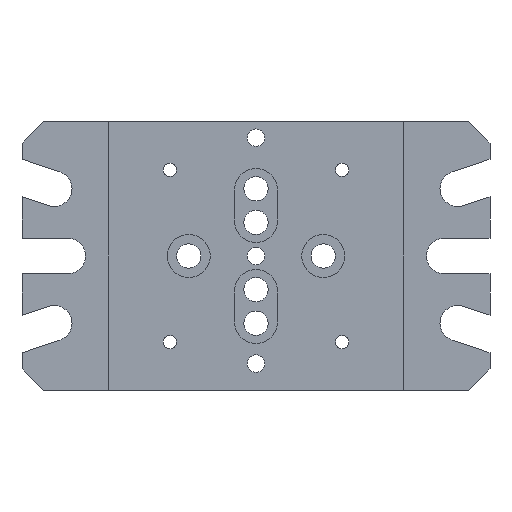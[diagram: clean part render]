
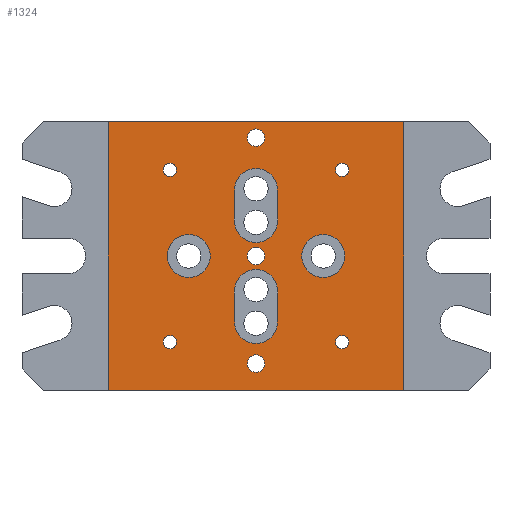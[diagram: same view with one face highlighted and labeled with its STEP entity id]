
A CAD part, front view. The second image highlights one B-rep face of the part: STEP entity #1324.
In plain terms, the highlighted planar face has unit normal (0, -1, 0).
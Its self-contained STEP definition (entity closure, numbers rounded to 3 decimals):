
#56=PLANE($,#1446);
#61=LINE($,#1841,#185);
#68=LINE($,#1868,#192);
#71=LINE($,#1882,#195);
#72=LINE($,#1884,#196);
#85=LINE($,#1924,#209);
#112=LINE($,#1984,#236);
#177=LINE($,#2171,#301);
#180=LINE($,#2179,#304);
#185=VECTOR($,#1479,5.75);
#192=VECTOR($,#1506,5.75);
#195=VECTOR($,#1523,5.75);
#196=VECTOR($,#1526,5.75);
#209=VECTOR($,#1559,55.);
#236=VECTOR($,#1598,55.);
#301=VECTOR($,#1795,50.);
#304=VECTOR($,#1808,50.);
#340=FACE_BOUND($,#521,.T.);
#341=FACE_BOUND($,#522,.T.);
#342=FACE_BOUND($,#523,.T.);
#343=FACE_BOUND($,#524,.T.);
#344=FACE_BOUND($,#525,.T.);
#345=FACE_BOUND($,#526,.T.);
#346=FACE_BOUND($,#527,.T.);
#347=FACE_BOUND($,#528,.T.);
#348=FACE_BOUND($,#529,.T.);
#349=FACE_BOUND($,#530,.T.);
#350=FACE_BOUND($,#531,.T.);
#351=FACE_BOUND($,#532,.T.);
#521=EDGE_LOOP($,(#1210));
#522=EDGE_LOOP($,(#1211));
#523=EDGE_LOOP($,(#1212));
#524=EDGE_LOOP($,(#1213,#1214,#1215,#1216));
#525=EDGE_LOOP($,(#1217,#1218,#1219,#1220));
#526=EDGE_LOOP($,(#1221));
#527=EDGE_LOOP($,(#1222));
#528=EDGE_LOOP($,(#1223));
#529=EDGE_LOOP($,(#1224));
#530=EDGE_LOOP($,(#1225));
#531=EDGE_LOOP($,(#1226));
#532=EDGE_LOOP($,(#1227,#1228,#1229,#1230));
#534=CIRCLE($,#1330,1.621);
#536=CIRCLE($,#1333,1.621);
#538=CIRCLE($,#1336,1.621);
#540=CIRCLE($,#1339,4.);
#542=CIRCLE($,#1343,4.);
#546=CIRCLE($,#1349,4.);
#550=CIRCLE($,#1356,4.);
#563=CIRCLE($,#1387,4.);
#567=CIRCLE($,#1394,4.);
#575=CIRCLE($,#1428,1.23);
#577=CIRCLE($,#1431,1.23);
#579=CIRCLE($,#1434,1.23);
#581=CIRCLE($,#1437,1.23);
#584=VERTEX_POINT($,#1815);
#586=VERTEX_POINT($,#1820);
#588=VERTEX_POINT($,#1825);
#591=VERTEX_POINT($,#1831);
#592=VERTEX_POINT($,#1833);
#594=VERTEX_POINT($,#1839);
#596=VERTEX_POINT($,#1845);
#601=VERTEX_POINT($,#1858);
#602=VERTEX_POINT($,#1860);
#604=VERTEX_POINT($,#1866);
#608=VERTEX_POINT($,#1878);
#624=VERTEX_POINT($,#1921);
#625=VERTEX_POINT($,#1923);
#651=VERTEX_POINT($,#1981);
#652=VERTEX_POINT($,#1983);
#673=VERTEX_POINT($,#2039);
#677=VERTEX_POINT($,#2050);
#701=VERTEX_POINT($,#2148);
#703=VERTEX_POINT($,#2153);
#705=VERTEX_POINT($,#2158);
#707=VERTEX_POINT($,#2163);
#710=EDGE_CURVE($,#584,#584,#534,.T.);
#712=EDGE_CURVE($,#586,#586,#536,.T.);
#714=EDGE_CURVE($,#588,#588,#538,.T.);
#717=EDGE_CURVE($,#591,#592,#540,.T.);
#721=EDGE_CURVE($,#591,#594,#61,.T.);
#724=EDGE_CURVE($,#596,#594,#542,.T.);
#730=EDGE_CURVE($,#601,#602,#546,.T.);
#734=EDGE_CURVE($,#601,#604,#68,.T.);
#740=EDGE_CURVE($,#608,#604,#550,.T.);
#741=EDGE_CURVE($,#608,#602,#71,.T.);
#742=EDGE_CURVE($,#596,#592,#72,.T.);
#759=EDGE_CURVE($,#625,#624,#85,.T.);
#789=EDGE_CURVE($,#652,#651,#112,.T.);
#817=EDGE_CURVE($,#673,#673,#563,.T.);
#821=EDGE_CURVE($,#677,#677,#567,.T.);
#869=EDGE_CURVE($,#701,#701,#575,.T.);
#871=EDGE_CURVE($,#703,#703,#577,.T.);
#873=EDGE_CURVE($,#705,#705,#579,.T.);
#875=EDGE_CURVE($,#707,#707,#581,.T.);
#879=EDGE_CURVE($,#625,#651,#177,.T.);
#882=EDGE_CURVE($,#624,#652,#180,.T.);
#1210=ORIENTED_EDGE($,*,*,#710,.T.);
#1211=ORIENTED_EDGE($,*,*,#712,.T.);
#1212=ORIENTED_EDGE($,*,*,#714,.T.);
#1213=ORIENTED_EDGE($,*,*,#741,.T.);
#1214=ORIENTED_EDGE($,*,*,#730,.F.);
#1215=ORIENTED_EDGE($,*,*,#734,.T.);
#1216=ORIENTED_EDGE($,*,*,#740,.F.);
#1217=ORIENTED_EDGE($,*,*,#724,.F.);
#1218=ORIENTED_EDGE($,*,*,#742,.T.);
#1219=ORIENTED_EDGE($,*,*,#717,.F.);
#1220=ORIENTED_EDGE($,*,*,#721,.T.);
#1221=ORIENTED_EDGE($,*,*,#817,.T.);
#1222=ORIENTED_EDGE($,*,*,#821,.T.);
#1223=ORIENTED_EDGE($,*,*,#869,.T.);
#1224=ORIENTED_EDGE($,*,*,#871,.T.);
#1225=ORIENTED_EDGE($,*,*,#873,.T.);
#1226=ORIENTED_EDGE($,*,*,#875,.T.);
#1227=ORIENTED_EDGE($,*,*,#789,.T.);
#1228=ORIENTED_EDGE($,*,*,#879,.F.);
#1229=ORIENTED_EDGE($,*,*,#759,.T.);
#1230=ORIENTED_EDGE($,*,*,#882,.T.);
#1324=ADVANCED_FACE($,(#340,#341,#342,#343,#344,#345,#346,#347,#348,#349,
#350,#351),#56,.T.);
#1330=AXIS2_PLACEMENT_3D($,#1816,#1453,#1454);
#1333=AXIS2_PLACEMENT_3D($,#1821,#1459,#1460);
#1336=AXIS2_PLACEMENT_3D($,#1826,#1465,#1466);
#1339=AXIS2_PLACEMENT_3D($,#1834,#1472,#1473);
#1343=AXIS2_PLACEMENT_3D($,#1847,#1485,#1486);
#1349=AXIS2_PLACEMENT_3D($,#1861,#1499,#1500);
#1356=AXIS2_PLACEMENT_3D($,#1880,#1519,#1520);
#1387=AXIS2_PLACEMENT_3D($,#2040,#1645,#1646);
#1394=AXIS2_PLACEMENT_3D($,#2051,#1659,#1660);
#1428=AXIS2_PLACEMENT_3D($,#2149,#1767,#1768);
#1431=AXIS2_PLACEMENT_3D($,#2154,#1773,#1774);
#1434=AXIS2_PLACEMENT_3D($,#2159,#1779,#1780);
#1437=AXIS2_PLACEMENT_3D($,#2164,#1785,#1786);
#1446=AXIS2_PLACEMENT_3D($,#2180,#1809,#1810);
#1453=DIRECTION('center_axis',(0.,1.,0.));
#1454=DIRECTION('ref_axis',(1.,0.,0.));
#1459=DIRECTION('center_axis',(0.,1.,0.));
#1460=DIRECTION('ref_axis',(1.,0.,0.));
#1465=DIRECTION('center_axis',(0.,1.,0.));
#1466=DIRECTION('ref_axis',(1.,0.,0.));
#1472=DIRECTION('center_axis',(0.,-1.,0.));
#1473=DIRECTION('ref_axis',(-0.707,0.,-0.707));
#1479=DIRECTION($,(0.,0.,1.));
#1485=DIRECTION('center_axis',(0.,-1.,0.));
#1486=DIRECTION('ref_axis',(0.707,0.,0.707));
#1499=DIRECTION('center_axis',(0.,-1.,0.));
#1500=DIRECTION('ref_axis',(-0.707,0.,-0.707));
#1506=DIRECTION($,(0.,0.,1.));
#1519=DIRECTION('center_axis',(0.,-1.,0.));
#1520=DIRECTION('ref_axis',(0.707,0.,0.707));
#1523=DIRECTION($,(0.,0.,-1.));
#1526=DIRECTION($,(0.,0.,-1.));
#1559=DIRECTION($,(1.,0.,0.));
#1598=DIRECTION($,(-1.,0.,0.));
#1645=DIRECTION('center_axis',(0.,1.,0.));
#1646=DIRECTION('ref_axis',(1.,0.,0.));
#1659=DIRECTION('center_axis',(0.,1.,0.));
#1660=DIRECTION('ref_axis',(1.,0.,0.));
#1767=DIRECTION('center_axis',(0.,1.,0.));
#1768=DIRECTION('ref_axis',(1.,0.,0.));
#1773=DIRECTION('center_axis',(0.,1.,0.));
#1774=DIRECTION('ref_axis',(1.,0.,0.));
#1779=DIRECTION('center_axis',(0.,1.,0.));
#1780=DIRECTION('ref_axis',(1.,0.,0.));
#1785=DIRECTION('center_axis',(0.,1.,0.));
#1786=DIRECTION('ref_axis',(1.,0.,0.));
#1795=DIRECTION($,(0.,0.,1.));
#1808=DIRECTION($,(0.,0.,1.));
#1809=DIRECTION('center_axis',(0.,-1.,0.));
#1810=DIRECTION('ref_axis',(0.,0.,-1.));
#1815=CARTESIAN_POINT('',(45.121,0.988,25.));
#1816=CARTESIAN_POINT('Origin',(43.5,0.988,25.));
#1820=CARTESIAN_POINT('',(45.121,0.988,47.));
#1821=CARTESIAN_POINT('Origin',(43.5,0.988,47.));
#1825=CARTESIAN_POINT('',(45.121,0.988,5.));
#1826=CARTESIAN_POINT('Origin',(43.5,0.988,5.));
#1831=CARTESIAN_POINT('',(39.5,0.988,12.75));
#1833=CARTESIAN_POINT('',(47.5,0.988,12.75));
#1834=CARTESIAN_POINT('Origin',(43.5,0.988,12.75));
#1839=CARTESIAN_POINT('',(39.5,0.988,18.5));
#1841=CARTESIAN_POINT($,(39.5,0.988,7.812));
#1845=CARTESIAN_POINT('',(47.5,0.988,18.5));
#1847=CARTESIAN_POINT('Origin',(43.5,0.988,18.5));
#1858=CARTESIAN_POINT('',(39.5,0.988,31.5));
#1860=CARTESIAN_POINT('',(47.5,0.988,31.5));
#1861=CARTESIAN_POINT('Origin',(43.5,0.988,31.5));
#1866=CARTESIAN_POINT('',(39.5,0.988,37.25));
#1868=CARTESIAN_POINT($,(39.5,0.988,17.188));
#1878=CARTESIAN_POINT('',(47.5,0.988,37.25));
#1880=CARTESIAN_POINT('Origin',(43.5,0.988,37.25));
#1882=CARTESIAN_POINT($,(47.5,0.988,13.75));
#1884=CARTESIAN_POINT($,(47.5,0.988,4.375));
#1921=CARTESIAN_POINT('',(71.,0.988,0.));
#1923=CARTESIAN_POINT('',(16.,0.988,0.));
#1924=CARTESIAN_POINT($,(16.,0.988,0.));
#1981=CARTESIAN_POINT('',(16.,0.988,50.));
#1983=CARTESIAN_POINT('',(71.,0.988,50.));
#1984=CARTESIAN_POINT($,(16.,0.988,50.));
#2039=CARTESIAN_POINT('',(35.,0.988,25.));
#2040=CARTESIAN_POINT('Origin',(31.,0.988,25.));
#2050=CARTESIAN_POINT('',(60.,0.988,25.));
#2051=CARTESIAN_POINT('Origin',(56.,0.988,25.));
#2148=CARTESIAN_POINT('',(58.271,0.988,9.));
#2149=CARTESIAN_POINT('Origin',(59.5,0.988,9.));
#2153=CARTESIAN_POINT('',(26.271,0.988,41.));
#2154=CARTESIAN_POINT('Origin',(27.5,0.988,41.));
#2158=CARTESIAN_POINT('',(26.271,0.988,9.));
#2159=CARTESIAN_POINT('Origin',(27.5,0.988,9.));
#2163=CARTESIAN_POINT('',(58.271,0.988,41.));
#2164=CARTESIAN_POINT('Origin',(59.5,0.988,41.));
#2171=CARTESIAN_POINT($,(16.,0.988,0.));
#2179=CARTESIAN_POINT($,(71.,0.988,0.));
#2180=CARTESIAN_POINT('Origin',(71.,0.988,0.));
